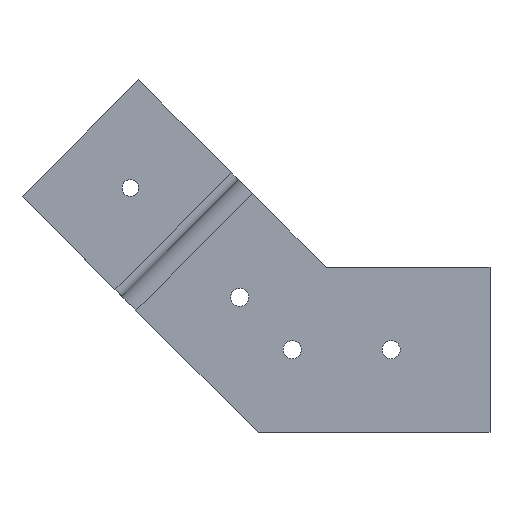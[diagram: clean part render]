
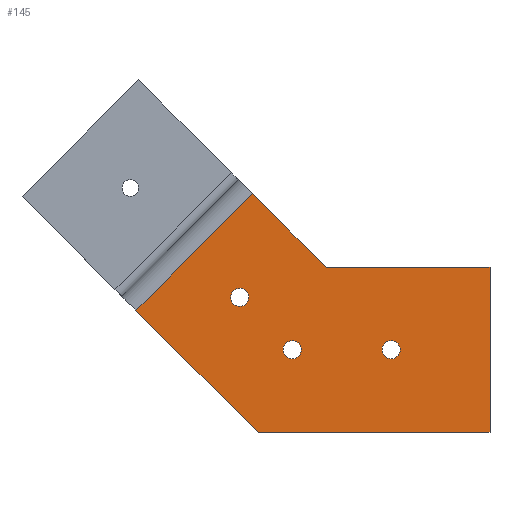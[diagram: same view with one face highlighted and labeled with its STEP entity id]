
A CAD part, top view. The second image highlights one B-rep face of the part: STEP entity #145.
In plain terms, the highlighted planar face has unit normal (0, 0, 1).
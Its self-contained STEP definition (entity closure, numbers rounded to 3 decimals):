
#1 = CARTESIAN_POINT ( 'NONE',  ( -60., 0., 0. ) ) ;
#5 = DIRECTION ( 'NONE',  ( -1., 0., 0. ) ) ;
#6 = VERTEX_POINT ( 'NONE', #238 ) ;
#7 = CARTESIAN_POINT ( 'NONE',  ( -30., 0., 0. ) ) ;
#9 = FACE_BOUND ( 'NONE', #113, .T. ) ;
#17 = CIRCLE ( 'NONE', #560, 2.75 ) ;
#22 = DIRECTION ( 'NONE',  ( 1., 0., 0. ) ) ;
#43 = VERTEX_POINT ( 'NONE', #478 ) ;
#46 = ORIENTED_EDGE ( 'NONE', *, *, #547, .F. ) ;
#50 = LINE ( 'NONE', #793, #460 ) ;
#51 = LINE ( 'NONE', #346, #783 ) ;
#75 = CARTESIAN_POINT ( 'NONE',  ( -75.91, 15.91, 0. ) ) ;
#84 = CIRCLE ( 'NONE', #747, 2.75 ) ;
#86 = DIRECTION ( 'NONE',  ( 0., 0., 1. ) ) ;
#100 = EDGE_CURVE ( 'NONE', #420, #503, #17, .T. ) ;
#113 = EDGE_LOOP ( 'NONE', ( #46, #891 ) ) ;
#116 = CIRCLE ( 'NONE', #662, 2.75 ) ;
#120 = CARTESIAN_POINT ( 'NONE',  ( -57.25, 0., 0. ) ) ;
#133 = DIRECTION ( 'NONE',  ( 0.707, -0.707, 0. ) ) ;
#145 = ADVANCED_FACE ( 'NONE', ( #741, #9, #312, #166 ), #735, .F. ) ;
#148 = DIRECTION ( 'NONE',  ( 0., 0., 1. ) ) ;
#155 = DIRECTION ( 'NONE',  ( 0., 0., 1. ) ) ;
#156 = DIRECTION ( 'NONE',  ( 0., 0., 1. ) ) ;
#161 = VERTEX_POINT ( 'NONE', #681 ) ;
#163 = VECTOR ( 'NONE', #685, 1000. ) ;
#166 = FACE_OUTER_BOUND ( 'NONE', #825, .T. ) ;
#180 = CARTESIAN_POINT ( 'NONE',  ( 0., -25., 0. ) ) ;
#182 = ORIENTED_EDGE ( 'NONE', *, *, #859, .T. ) ;
#215 = VERTEX_POINT ( 'NONE', #879 ) ;
#228 = EDGE_LOOP ( 'NONE', ( #634, #387 ) ) ;
#237 = LINE ( 'NONE', #388, #163 ) ;
#238 = CARTESIAN_POINT ( 'NONE',  ( -49.645, 25., 0. ) ) ;
#242 = EDGE_CURVE ( 'NONE', #43, #518, #890, .T. ) ;
#244 = VECTOR ( 'NONE', #562, 1000. ) ;
#246 = VECTOR ( 'NONE', #133, 1000. ) ;
#254 = ORIENTED_EDGE ( 'NONE', *, *, #514, .T. ) ;
#261 = ORIENTED_EDGE ( 'NONE', *, *, #670, .F. ) ;
#268 = CARTESIAN_POINT ( 'NONE',  ( -72.021, 47.376, 0. ) ) ;
#274 = LINE ( 'NONE', #268, #244 ) ;
#279 = CARTESIAN_POINT ( 'NONE',  ( -73.16, 15.91, 0. ) ) ;
#289 = CIRCLE ( 'NONE', #830, 2.75 ) ;
#293 = DIRECTION ( 'NONE',  ( 0., 0., -1. ) ) ;
#299 = CARTESIAN_POINT ( 'NONE',  ( 0., 0., 0. ) ) ;
#312 = FACE_BOUND ( 'NONE', #228, .T. ) ;
#321 = VERTEX_POINT ( 'NONE', #698 ) ;
#328 = ORIENTED_EDGE ( 'NONE', *, *, #828, .T. ) ;
#346 = CARTESIAN_POINT ( 'NONE',  ( 0., 25., 0. ) ) ;
#354 = AXIS2_PLACEMENT_3D ( 'NONE', #299, #293, #5 ) ;
#363 = ORIENTED_EDGE ( 'NONE', *, *, #756, .T. ) ;
#376 = DIRECTION ( 'NONE',  ( 1., 0., 0. ) ) ;
#387 = ORIENTED_EDGE ( 'NONE', *, *, #100, .F. ) ;
#388 = CARTESIAN_POINT ( 'NONE',  ( 0., 25., 0. ) ) ;
#420 = VERTEX_POINT ( 'NONE', #431 ) ;
#431 = CARTESIAN_POINT ( 'NONE',  ( -62.75, 0., 0. ) ) ;
#448 = DIRECTION ( 'NONE',  ( 1., 0., 0. ) ) ;
#456 = CARTESIAN_POINT ( 'NONE',  ( -30., 0., 0. ) ) ;
#460 = VECTOR ( 'NONE', #640, 1000. ) ;
#477 = DIRECTION ( 'NONE',  ( 1., 0., 0. ) ) ;
#478 = CARTESIAN_POINT ( 'NONE',  ( -78.66, 15.91, 0. ) ) ;
#481 = AXIS2_PLACEMENT_3D ( 'NONE', #815, #156, #22 ) ;
#501 = EDGE_CURVE ( 'NONE', #693, #899, #779, .T. ) ;
#503 = VERTEX_POINT ( 'NONE', #120 ) ;
#505 = CARTESIAN_POINT ( 'NONE',  ( -70.355, -25., 0. ) ) ;
#514 = EDGE_CURVE ( 'NONE', #161, #215, #51, .T. ) ;
#516 = CARTESIAN_POINT ( 'NONE',  ( -107.376, 12.021, 0. ) ) ;
#518 = VERTEX_POINT ( 'NONE', #279 ) ;
#537 = DIRECTION ( 'NONE',  ( 0., 0., 1. ) ) ;
#547 = EDGE_CURVE ( 'NONE', #518, #43, #84, .T. ) ;
#554 = EDGE_CURVE ( 'NONE', #503, #420, #289, .T. ) ;
#560 = AXIS2_PLACEMENT_3D ( 'NONE', #622, #537, #833 ) ;
#562 = DIRECTION ( 'NONE',  ( -0.707, -0.707, 0. ) ) ;
#586 = ORIENTED_EDGE ( 'NONE', *, *, #501, .T. ) ;
#598 = ORIENTED_EDGE ( 'NONE', *, *, #695, .T. ) ;
#599 = DIRECTION ( 'NONE',  ( 0., 0., 1. ) ) ;
#622 = CARTESIAN_POINT ( 'NONE',  ( -60., 0., 0. ) ) ;
#634 = ORIENTED_EDGE ( 'NONE', *, *, #554, .F. ) ;
#640 = DIRECTION ( 'NONE',  ( -0.707, 0.707, 0. ) ) ;
#662 = AXIS2_PLACEMENT_3D ( 'NONE', #7, #599, #665 ) ;
#663 = EDGE_CURVE ( 'NONE', #900, #321, #905, .T. ) ;
#665 = DIRECTION ( 'NONE',  ( 1., 0., 0. ) ) ;
#670 = EDGE_CURVE ( 'NONE', #321, #900, #116, .T. ) ;
#681 = CARTESIAN_POINT ( 'NONE',  ( 0., -25., 0. ) ) ;
#685 = DIRECTION ( 'NONE',  ( -1., 0., 0. ) ) ;
#693 = VERTEX_POINT ( 'NONE', #516 ) ;
#695 = EDGE_CURVE ( 'NONE', #899, #161, #752, .T. ) ;
#698 = CARTESIAN_POINT ( 'NONE',  ( -27.25, 0., 0. ) ) ;
#730 = DIRECTION ( 'NONE',  ( 1., 0., 0. ) ) ;
#731 = AXIS2_PLACEMENT_3D ( 'NONE', #456, #86, #730 ) ;
#735 = PLANE ( 'NONE',  #354 ) ;
#741 = FACE_BOUND ( 'NONE', #844, .T. ) ;
#747 = AXIS2_PLACEMENT_3D ( 'NONE', #75, #155, #448 ) ;
#752 = LINE ( 'NONE', #180, #803 ) ;
#756 = EDGE_CURVE ( 'NONE', #215, #6, #237, .T. ) ;
#779 = LINE ( 'NONE', #505, #246 ) ;
#783 = VECTOR ( 'NONE', #869, 1000. ) ;
#785 = CARTESIAN_POINT ( 'NONE',  ( -70.355, -25., 0. ) ) ;
#788 = CARTESIAN_POINT ( 'NONE',  ( -32.75, 0., 0. ) ) ;
#793 = CARTESIAN_POINT ( 'NONE',  ( -49.645, 25., 0. ) ) ;
#803 = VECTOR ( 'NONE', #477, 1000. ) ;
#815 = CARTESIAN_POINT ( 'NONE',  ( -75.91, 15.91, 0. ) ) ;
#824 = VERTEX_POINT ( 'NONE', #932 ) ;
#825 = EDGE_LOOP ( 'NONE', ( #182, #586, #598, #254, #363, #328 ) ) ;
#828 = EDGE_CURVE ( 'NONE', #6, #824, #50, .T. ) ;
#830 = AXIS2_PLACEMENT_3D ( 'NONE', #1, #148, #376 ) ;
#833 = DIRECTION ( 'NONE',  ( 1., 0., 0. ) ) ;
#844 = EDGE_LOOP ( 'NONE', ( #261, #952 ) ) ;
#859 = EDGE_CURVE ( 'NONE', #824, #693, #274, .T. ) ;
#869 = DIRECTION ( 'NONE',  ( 0., 1., 0. ) ) ;
#879 = CARTESIAN_POINT ( 'NONE',  ( 0., 25., 0. ) ) ;
#890 = CIRCLE ( 'NONE', #481, 2.75 ) ;
#891 = ORIENTED_EDGE ( 'NONE', *, *, #242, .F. ) ;
#899 = VERTEX_POINT ( 'NONE', #785 ) ;
#900 = VERTEX_POINT ( 'NONE', #788 ) ;
#905 = CIRCLE ( 'NONE', #731, 2.75 ) ;
#932 = CARTESIAN_POINT ( 'NONE',  ( -72.021, 47.376, 0. ) ) ;
#952 = ORIENTED_EDGE ( 'NONE', *, *, #663, .F. ) ;
